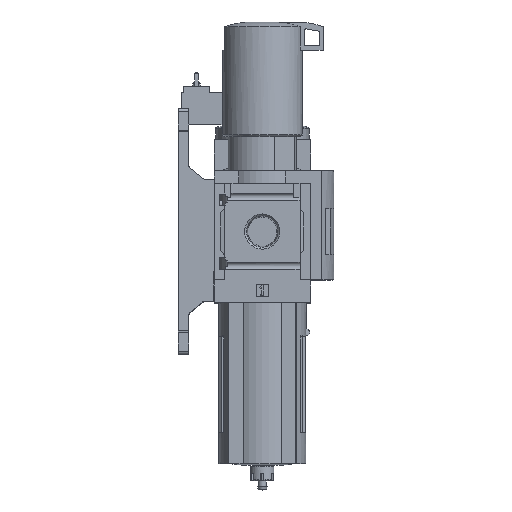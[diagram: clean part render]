
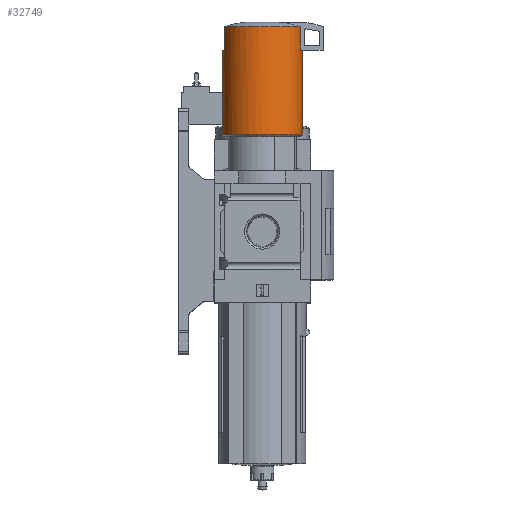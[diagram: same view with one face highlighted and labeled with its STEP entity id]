
A CAD part, top view. The second image highlights one B-rep face of the part: STEP entity #32749.
In plain terms, the highlighted cylindrical face has radius 25.5 mm (diameter 51 mm), a full revolution.
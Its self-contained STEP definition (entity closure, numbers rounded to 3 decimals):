
#1686=LINE('',#44417,#4228);
#1687=LINE('',#44421,#4229);
#1688=LINE('',#44422,#4230);
#1689=LINE('',#44430,#4231);
#4228=VECTOR('',#37180,1000.);
#4229=VECTOR('',#37183,1000.);
#4230=VECTOR('',#37184,1000.);
#4231=VECTOR('',#37191,1000.);
#6363=CIRCLE('',#34085,25.5);
#6386=CIRCLE('',#34232,25.5);
#6387=CIRCLE('',#34234,25.5);
#6388=CIRCLE('',#34235,25.5);
#6389=CIRCLE('',#34236,25.5);
#6390=CIRCLE('',#34237,25.5);
#6391=CIRCLE('',#34238,25.5);
#8066=ORIENTED_EDGE('',*,*,#14811,.F.);
#8067=ORIENTED_EDGE('',*,*,#14809,.T.);
#8068=ORIENTED_EDGE('',*,*,#14812,.T.);
#8069=ORIENTED_EDGE('',*,*,#14813,.F.);
#8070=ORIENTED_EDGE('',*,*,#14814,.F.);
#8071=ORIENTED_EDGE('',*,*,#14538,.T.);
#8072=ORIENTED_EDGE('',*,*,#14815,.F.);
#8073=ORIENTED_EDGE('',*,*,#14816,.F.);
#8074=ORIENTED_EDGE('',*,*,#14817,.F.);
#8075=ORIENTED_EDGE('',*,*,#14818,.F.);
#8076=ORIENTED_EDGE('',*,*,#14819,.T.);
#14538=EDGE_CURVE('',#18063,#18062,#6363,.T.);
#14809=EDGE_CURVE('',#18233,#18232,#6386,.T.);
#14811=EDGE_CURVE('',#18234,#18234,#6387,.T.);
#14812=EDGE_CURVE('',#18232,#18235,#1686,.T.);
#14813=EDGE_CURVE('',#18236,#18235,#6388,.T.);
#14814=EDGE_CURVE('',#18063,#18236,#1687,.T.);
#14815=EDGE_CURVE('',#18237,#18062,#1688,.F.);
#14816=EDGE_CURVE('',#18238,#18237,#6389,.T.);
#14817=EDGE_CURVE('',#18239,#18238,#6390,.T.);
#14818=EDGE_CURVE('',#18240,#18239,#6391,.T.);
#14819=EDGE_CURVE('',#18240,#18233,#1689,.F.);
#18062=VERTEX_POINT('',#43849);
#18063=VERTEX_POINT('',#43851);
#18232=VERTEX_POINT('',#44406);
#18233=VERTEX_POINT('',#44408);
#18234=VERTEX_POINT('',#44416);
#18235=VERTEX_POINT('',#44418);
#18236=VERTEX_POINT('',#44420);
#18237=VERTEX_POINT('',#44423);
#18238=VERTEX_POINT('',#44425);
#18239=VERTEX_POINT('',#44427);
#18240=VERTEX_POINT('',#44429);
#20641=EDGE_LOOP('',(#8066));
#20642=EDGE_LOOP('',(#8067,#8068,#8069,#8070,#8071,#8072,#8073,#8074,#8075,
#8076));
#22221=FACE_BOUND('',#20641,.T.);
#22222=FACE_BOUND('',#20642,.T.);
#23640=CYLINDRICAL_SURFACE('',#34233,25.5);
#32749=ADVANCED_FACE('',(#22221,#22222),#23640,.T.);
#34085=AXIS2_PLACEMENT_3D('',#43850,#36650,#36651);
#34232=AXIS2_PLACEMENT_3D('',#44407,#37174,#37175);
#34233=AXIS2_PLACEMENT_3D('',#44414,#37176,#37177);
#34234=AXIS2_PLACEMENT_3D('',#44415,#37178,#37179);
#34235=AXIS2_PLACEMENT_3D('',#44419,#37181,#37182);
#34236=AXIS2_PLACEMENT_3D('',#44424,#37185,#37186);
#34237=AXIS2_PLACEMENT_3D('',#44426,#37187,#37188);
#34238=AXIS2_PLACEMENT_3D('',#44428,#37189,#37190);
#36650=DIRECTION('',(0.,-1.,0.));
#36651=DIRECTION('',(0.,0.,-1.));
#37174=DIRECTION('',(0.,-1.,0.));
#37175=DIRECTION('',(0.,0.,-1.));
#37176=DIRECTION('',(0.,-1.,0.));
#37177=DIRECTION('',(0.,0.,-1.));
#37178=DIRECTION('',(0.,-1.,0.));
#37179=DIRECTION('',(0.,0.,-1.));
#37180=DIRECTION('',(0.,-1.,0.));
#37181=DIRECTION('',(0.,1.,0.));
#37182=DIRECTION('',(0.,0.,1.));
#37183=DIRECTION('',(0.,-1.,0.));
#37184=DIRECTION('',(0.,-1.,0.));
#37185=DIRECTION('',(0.,1.,0.));
#37186=DIRECTION('',(0.,0.,1.));
#37187=DIRECTION('',(0.,1.,0.));
#37188=DIRECTION('',(0.,0.,1.));
#37189=DIRECTION('',(0.,1.,0.));
#37190=DIRECTION('',(0.,0.,1.));
#37191=DIRECTION('',(0.,-1.,0.));
#43849=CARTESIAN_POINT('',(24.372,131.5,-7.5));
#43850=CARTESIAN_POINT('',(0.,131.5,0.));
#43851=CARTESIAN_POINT('',(-24.372,131.5,-7.5));
#44406=CARTESIAN_POINT('',(-24.372,131.5,7.5));
#44407=CARTESIAN_POINT('',(0.,131.5,0.));
#44408=CARTESIAN_POINT('',(24.372,131.5,7.5));
#44414=CARTESIAN_POINT('',(0.,39.,0.));
#44415=CARTESIAN_POINT('',(0.,62.,0.));
#44416=CARTESIAN_POINT('',(0.,62.,-25.5));
#44417=CARTESIAN_POINT('',(-24.372,39.,7.5));
#44418=CARTESIAN_POINT('',(-24.372,116.5,7.5));
#44419=CARTESIAN_POINT('',(0.,116.5,0.));
#44420=CARTESIAN_POINT('',(-24.372,116.5,-7.5));
#44421=CARTESIAN_POINT('',(-24.372,39.,-7.5));
#44422=CARTESIAN_POINT('',(24.372,39.,-7.5));
#44423=CARTESIAN_POINT('',(24.372,116.5,-7.5));
#44424=CARTESIAN_POINT('',(0.,116.5,0.));
#44425=CARTESIAN_POINT('',(24.52,116.5,-7.));
#44426=CARTESIAN_POINT('',(0.,116.5,0.));
#44427=CARTESIAN_POINT('',(24.52,116.5,7.));
#44428=CARTESIAN_POINT('',(0.,116.5,0.));
#44429=CARTESIAN_POINT('',(24.372,116.5,7.5));
#44430=CARTESIAN_POINT('',(24.372,39.,7.5));
